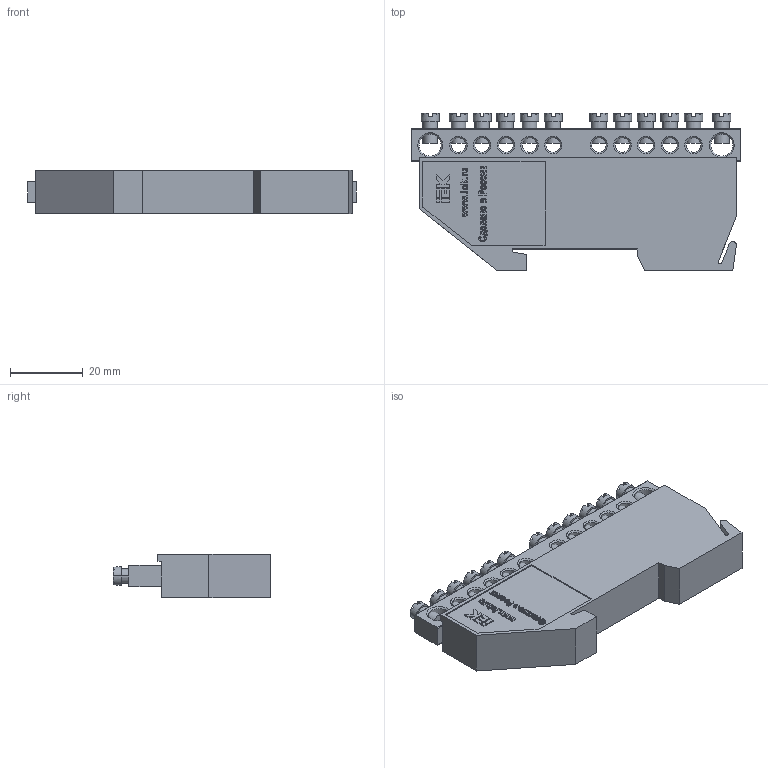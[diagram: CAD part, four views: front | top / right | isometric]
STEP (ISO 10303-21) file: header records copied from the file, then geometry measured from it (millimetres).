
FILE_DESCRIPTION (( 'STEP AP214' ), '1' );
FILE_NAME ('YNN10-69-12D-K05 Øèíà ÐÅ çåìëÿ íà DIN-èçîë ØÍÈ-6õ9-12-Ä-Æ ÈÝÊ.STEP', '2016-08-18T13:03:11', ( 'user' ), ( '' ), 'SwSTEP 2.0', 'SolidWorks 2014', '' );
FILE_SCHEMA (( 'AUTOMOTIVE_DESIGN' ));
Length unit declared in the file: millimetre
Products named in the file (4): Âèíò_Œ4; Øèíà ÂõÍ n-1_6å9 12-1; Èçîëÿòîð DIN æ¸ëòûé_€ƒˆ… 701.001.003; YNN10-69-12D-K05 Øèíà ÐÅ çåìëÿ íà DIN-èçîë ØÍÈ-6õ9-12-Ä-Æ ÈÝÊ
Assembly tree (14 placements, depth 2):
  YNN10-69-12D-K05 Øèíà ÐÅ çåìëÿ íà DIN-èçîë ØÍÈ-6õ9-12-Ä-Æ ÈÝÊ
    Èçîëÿòîð DIN æ¸ëòûé_€ƒˆ… 701.001.003
    Øèíà ÂõÍ n-1_6å9 12-1
    Âèíò_Œ4  x12
Bounding box: 90 x 43.3 x 12 mm (x, y, z)
Volume: 31259.8 mm3; surface area: 13229.5 mm2
Topology: 14 solids, 14 shells, 993 faces, 2663 edges, 1738 vertices
Faces by surface type: plane 648, cone 136, bspline 108, cylinder 101
Entity records: 27587 total; most frequent: CARTESIAN_POINT 9900, ORIENTED_EDGE 2880, DIRECTION 2304, EDGE_CURVE 1440, LINE 990, VECTOR 990, VERTEX_POINT 935, AXIS2_PLACEMENT_3D 657
